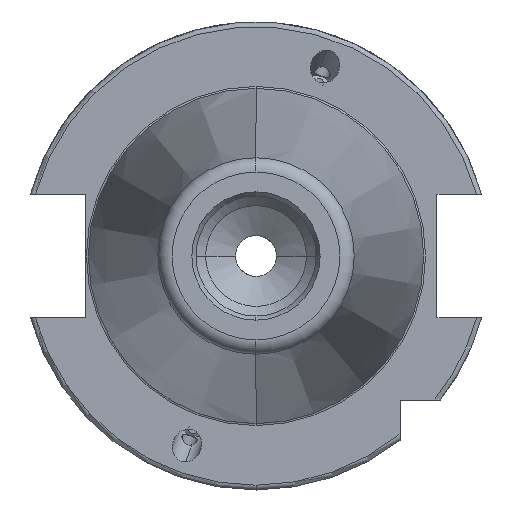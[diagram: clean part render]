
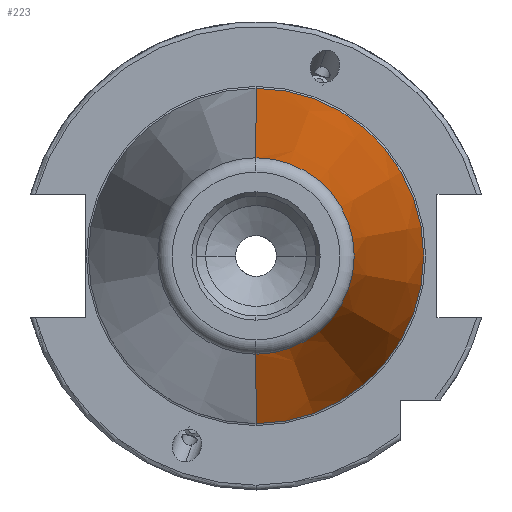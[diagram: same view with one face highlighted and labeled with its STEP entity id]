
A CAD part, left-side view. The second image highlights one B-rep face of the part: STEP entity #223.
In plain terms, the highlighted conical face has half-angle 8.297 degrees and reference radius 34.925 mm.
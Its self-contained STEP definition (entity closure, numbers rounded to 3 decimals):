
#146 = VERTEX_POINT ( 'NONE', #1537 ) ;
#147 = VERTEX_POINT ( 'NONE', #1536 ) ;
#200 = ORIENTED_EDGE ( 'NONE', *, *, #201, .T. ) ;
#201 = EDGE_CURVE ( 'NONE', #146, #220, #1675, .T. ) ;
#202 = ORIENTED_EDGE ( 'NONE', *, *, #219, .T. ) ;
#203 = ORIENTED_EDGE ( 'NONE', *, *, #204, .F. ) ;
#204 = EDGE_CURVE ( 'NONE', #147, #217, #1671, .T. ) ;
#217 = VERTEX_POINT ( 'NONE', #1707 ) ;
#219 = EDGE_CURVE ( 'NONE', #220, #217, #1706, .T. ) ;
#220 = VERTEX_POINT ( 'NONE', #1701 ) ;
#223 = ADVANCED_FACE ( 'NONE', ( #1694 ), #1693, .T. ) ;
#224 = EDGE_LOOP ( 'NONE', ( #225, #200, #202, #203 ) ) ;
#225 = ORIENTED_EDGE ( 'NONE', *, *, #226, .F. ) ;
#226 = EDGE_CURVE ( 'NONE', #146, #147, #1752, .T. ) ;
#1536 = CARTESIAN_POINT ( 'NONE',  ( -99.183, 0., 20.461 ) ) ;
#1537 = CARTESIAN_POINT ( 'NONE',  ( -99.183, 0., -20.461 ) ) ;
#1668 = DIRECTION ( 'NONE',  ( 0.99, 0., 0.144 ) ) ;
#1669 = VECTOR ( 'NONE', #1668, 1000. ) ;
#1670 = CARTESIAN_POINT ( 'NONE',  ( 0., 0., 34.925 ) ) ;
#1671 = LINE ( 'NONE', #1670, #1669 ) ;
#1672 = DIRECTION ( 'NONE',  ( 0.99, 0., -0.144 ) ) ;
#1673 = VECTOR ( 'NONE', #1672, 1000. ) ;
#1674 = CARTESIAN_POINT ( 'NONE',  ( 0., 0., -34.925 ) ) ;
#1675 = LINE ( 'NONE', #1674, #1673 ) ;
#1693 = CONICAL_SURFACE ( 'NONE', #1696, 34.925, 0.145 ) ;
#1694 = FACE_OUTER_BOUND ( 'NONE', #224, .T. ) ;
#1695 = CARTESIAN_POINT ( 'NONE',  ( 0., 0., 0. ) ) ;
#1696 = AXIS2_PLACEMENT_3D ( 'NONE', #1695, #1751, #1750 ) ;
#1701 = CARTESIAN_POINT ( 'NONE',  ( 0., 0., -34.925 ) ) ;
#1702 = DIRECTION ( 'NONE',  ( 0., 0., -1. ) ) ;
#1703 = DIRECTION ( 'NONE',  ( -1., 0., 0. ) ) ;
#1704 = CARTESIAN_POINT ( 'NONE',  ( 0., 0., 0. ) ) ;
#1705 = AXIS2_PLACEMENT_3D ( 'NONE', #1704, #1703, #1702 ) ;
#1706 = CIRCLE ( 'NONE', #1705, 34.925 ) ;
#1707 = CARTESIAN_POINT ( 'NONE',  ( 0., 0., 34.925 ) ) ;
#1746 = DIRECTION ( 'NONE',  ( 0., 0., -1. ) ) ;
#1747 = DIRECTION ( 'NONE',  ( -1., 0., 0. ) ) ;
#1748 = CARTESIAN_POINT ( 'NONE',  ( -99.183, 0., 0. ) ) ;
#1749 = AXIS2_PLACEMENT_3D ( 'NONE', #1748, #1747, #1746 ) ;
#1750 = DIRECTION ( 'NONE',  ( 0., 0., 1. ) ) ;
#1751 = DIRECTION ( 'NONE',  ( 1., 0., 0. ) ) ;
#1752 = CIRCLE ( 'NONE', #1749, 20.461 ) ;
